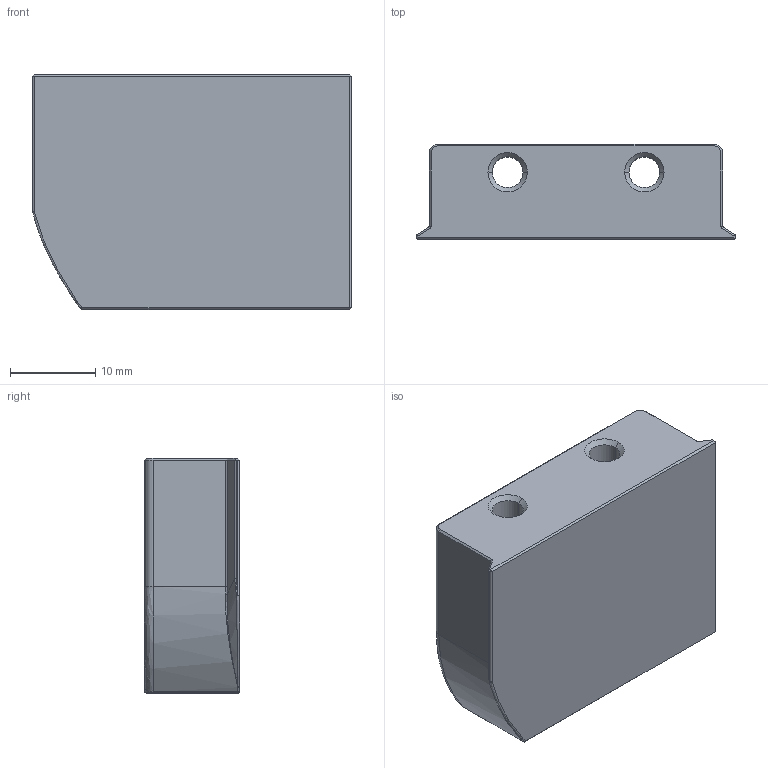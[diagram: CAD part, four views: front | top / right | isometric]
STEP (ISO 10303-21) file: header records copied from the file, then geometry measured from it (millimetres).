
FILE_DESCRIPTION (( 'STEP AP214' ), '1' );
FILE_NAME ('Air switch bracket.STEP', '2025-08-09T05:49:00', ( '' ), ( '' ), 'SwSTEP 2.0', 'SolidWorks 2021', '' );
FILE_SCHEMA (( 'AUTOMOTIVE_DESIGN' ));
Length unit declared in the file: millimetre
Products named in the file (1): Air switch bracket
Bounding box: 37.29 x 11.12 x 27.5 mm (x, y, z)
Volume: 9784.6 mm3; surface area: 3816.5 mm2
Topology: 1 solids, 1 shells, 82 faces, 188 edges, 100 vertices
Faces by surface type: plane 26, cylinder 21, cone 20, bspline 13, torus 1, sphere 1
Entity records: 2590 total; most frequent: CARTESIAN_POINT 861, ORIENTED_EDGE 360, DIRECTION 341, EDGE_CURVE 180, AXIS2_PLACEMENT_3D 124, VERTEX_POINT 100, LINE 93, VECTOR 93
